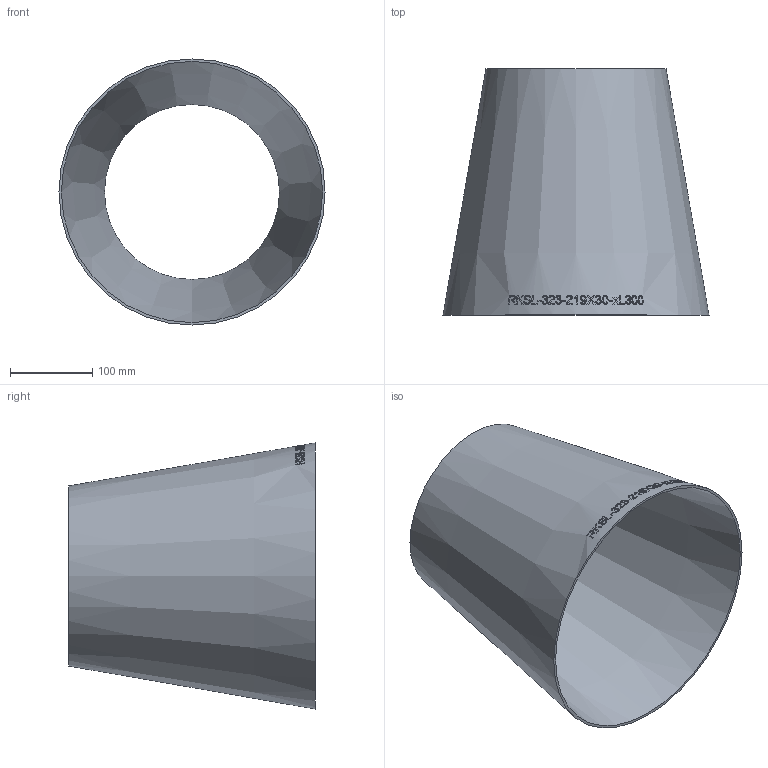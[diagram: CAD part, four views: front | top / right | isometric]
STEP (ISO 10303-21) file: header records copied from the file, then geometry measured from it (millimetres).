
FILE_DESCRIPTION (( 'STEP AP214' ), '1' );
FILE_NAME ('RKSL-323-219X30-xL300 Reduzierung Sonderlänge 2007.STEP', '2020-07-24T10:31:37', ( '' ), ( '' ), 'SwSTEP 2.0', 'SolidWorks 2019', '' );
FILE_SCHEMA (( 'AUTOMOTIVE_DESIGN' ));
Length unit declared in the file: millimetre
Products named in the file (1): RKSL-323-219X30-xL300 Reduzierung Sonderlänge 2007
Bounding box: 323.9 x 300 x 323.9 mm (x, y, z)
Volume: 771120 mm3; surface area: 518868.6 mm2
Topology: 1 solids, 1 shells, 277 faces, 747 edges, 498 vertices
Faces by surface type: bspline 247, cone 28, plane 2
Entity records: 52454 total; most frequent: CARTESIAN_POINT 44717, ORIENTED_EDGE 1490, EDGE_CURVE 745, B_SPLINE_CURVE_WITH_KNOTS 741, VERTEX_POINT 498, EDGE_LOOP 307, ADVANCED_FACE 277, FACE_OUTER_BOUND 277
